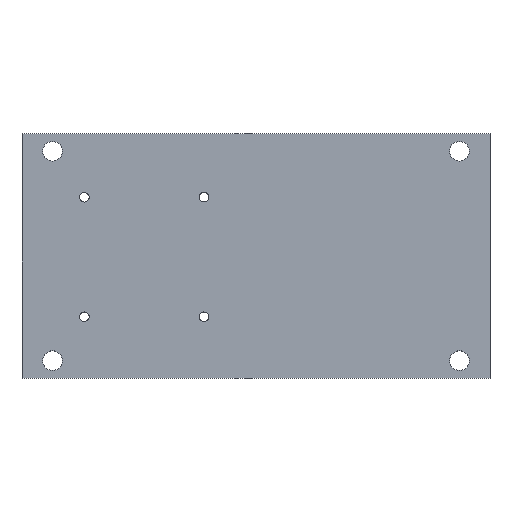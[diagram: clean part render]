
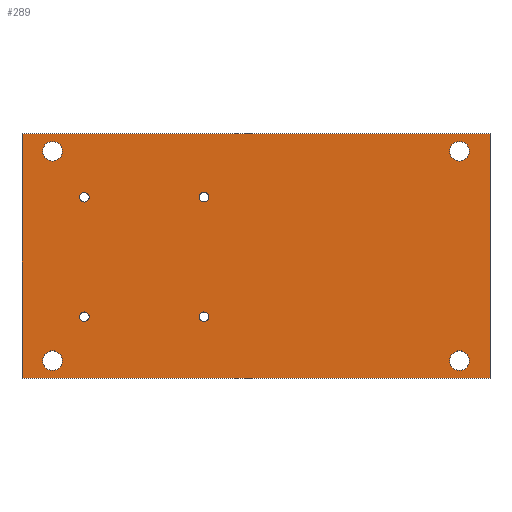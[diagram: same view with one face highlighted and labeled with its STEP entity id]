
A CAD part, top view. The second image highlights one B-rep face of the part: STEP entity #289.
In plain terms, the highlighted planar face has unit normal (0, 0, 1).
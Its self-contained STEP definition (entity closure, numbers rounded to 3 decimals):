
#15=FACE_BOUND('',#64,.T.);
#16=FACE_BOUND('',#65,.T.);
#17=FACE_BOUND('',#66,.T.);
#18=FACE_BOUND('',#67,.T.);
#19=FACE_BOUND('',#68,.T.);
#20=FACE_BOUND('',#69,.T.);
#21=FACE_BOUND('',#70,.T.);
#22=FACE_BOUND('',#71,.T.);
#35=PLANE('',#333);
#49=FACE_OUTER_BOUND('',#63,.T.);
#63=EDGE_LOOP('',(#245,#246,#247,#248));
#64=EDGE_LOOP('',(#249));
#65=EDGE_LOOP('',(#250));
#66=EDGE_LOOP('',(#251));
#67=EDGE_LOOP('',(#252));
#68=EDGE_LOOP('',(#253));
#69=EDGE_LOOP('',(#254));
#70=EDGE_LOOP('',(#255));
#71=EDGE_LOOP('',(#256));
#91=LINE('',#473,#111);
#94=LINE('',#479,#114);
#97=LINE('',#485,#117);
#100=LINE('',#489,#120);
#111=VECTOR('',#397,10.);
#114=VECTOR('',#402,10.);
#117=VECTOR('',#407,10.);
#120=VECTOR('',#412,10.);
#121=CIRCLE('',#306,1.465);
#123=CIRCLE('',#309,1.465);
#125=CIRCLE('',#312,1.465);
#127=CIRCLE('',#315,1.465);
#129=CIRCLE('',#318,3.018);
#131=CIRCLE('',#321,3.018);
#133=CIRCLE('',#324,3.018);
#135=CIRCLE('',#327,3.018);
#137=VERTEX_POINT('',#419);
#139=VERTEX_POINT('',#425);
#141=VERTEX_POINT('',#431);
#143=VERTEX_POINT('',#437);
#145=VERTEX_POINT('',#443);
#147=VERTEX_POINT('',#449);
#149=VERTEX_POINT('',#455);
#151=VERTEX_POINT('',#461);
#155=VERTEX_POINT('',#470);
#156=VERTEX_POINT('',#472);
#158=VERTEX_POINT('',#478);
#160=VERTEX_POINT('',#484);
#161=EDGE_CURVE('',#137,#137,#121,.T.);
#164=EDGE_CURVE('',#139,#139,#123,.T.);
#167=EDGE_CURVE('',#141,#141,#125,.T.);
#170=EDGE_CURVE('',#143,#143,#127,.T.);
#173=EDGE_CURVE('',#145,#145,#129,.T.);
#176=EDGE_CURVE('',#147,#147,#131,.T.);
#179=EDGE_CURVE('',#149,#149,#133,.T.);
#182=EDGE_CURVE('',#151,#151,#135,.T.);
#187=EDGE_CURVE('',#156,#155,#91,.T.);
#190=EDGE_CURVE('',#158,#156,#94,.T.);
#193=EDGE_CURVE('',#160,#158,#97,.T.);
#196=EDGE_CURVE('',#155,#160,#100,.T.);
#245=ORIENTED_EDGE('',*,*,#196,.T.);
#246=ORIENTED_EDGE('',*,*,#193,.T.);
#247=ORIENTED_EDGE('',*,*,#190,.T.);
#248=ORIENTED_EDGE('',*,*,#187,.T.);
#249=ORIENTED_EDGE('',*,*,#161,.T.);
#250=ORIENTED_EDGE('',*,*,#164,.T.);
#251=ORIENTED_EDGE('',*,*,#167,.T.);
#252=ORIENTED_EDGE('',*,*,#170,.T.);
#253=ORIENTED_EDGE('',*,*,#173,.T.);
#254=ORIENTED_EDGE('',*,*,#176,.T.);
#255=ORIENTED_EDGE('',*,*,#179,.T.);
#256=ORIENTED_EDGE('',*,*,#182,.T.);
#289=ADVANCED_FACE('',(#49,#15,#16,#17,#18,#19,#20,#21,#22),#35,.T.);
#306=AXIS2_PLACEMENT_3D('',#420,#339,#340);
#309=AXIS2_PLACEMENT_3D('',#426,#346,#347);
#312=AXIS2_PLACEMENT_3D('',#432,#353,#354);
#315=AXIS2_PLACEMENT_3D('',#438,#360,#361);
#318=AXIS2_PLACEMENT_3D('',#444,#367,#368);
#321=AXIS2_PLACEMENT_3D('',#450,#374,#375);
#324=AXIS2_PLACEMENT_3D('',#456,#381,#382);
#327=AXIS2_PLACEMENT_3D('',#462,#388,#389);
#333=AXIS2_PLACEMENT_3D('',#490,#413,#414);
#339=DIRECTION('center_axis',(0.,0.,-1.));
#340=DIRECTION('ref_axis',(1.,0.,0.));
#346=DIRECTION('center_axis',(0.,0.,-1.));
#347=DIRECTION('ref_axis',(1.,0.,0.));
#353=DIRECTION('center_axis',(0.,0.,-1.));
#354=DIRECTION('ref_axis',(1.,0.,0.));
#360=DIRECTION('center_axis',(0.,0.,-1.));
#361=DIRECTION('ref_axis',(1.,0.,0.));
#367=DIRECTION('center_axis',(0.,0.,-1.));
#368=DIRECTION('ref_axis',(1.,0.,0.));
#374=DIRECTION('center_axis',(0.,0.,-1.));
#375=DIRECTION('ref_axis',(1.,0.,0.));
#381=DIRECTION('center_axis',(0.,0.,-1.));
#382=DIRECTION('ref_axis',(1.,0.,0.));
#388=DIRECTION('center_axis',(0.,0.,-1.));
#389=DIRECTION('ref_axis',(1.,0.,0.));
#397=DIRECTION('',(-1.,0.,0.));
#402=DIRECTION('',(0.,1.,0.));
#407=DIRECTION('',(1.,0.,0.));
#412=DIRECTION('',(0.,-1.,0.));
#413=DIRECTION('center_axis',(0.,0.,1.));
#414=DIRECTION('ref_axis',(1.,0.,0.));
#419=CARTESIAN_POINT('',(17.644,55.5,5.));
#420=CARTESIAN_POINT('Origin',(19.109,55.5,5.));
#425=CARTESIAN_POINT('',(54.335,18.866,5.));
#426=CARTESIAN_POINT('Origin',(55.8,18.866,5.));
#431=CARTESIAN_POINT('',(54.335,55.55,5.));
#432=CARTESIAN_POINT('Origin',(55.8,55.55,5.));
#437=CARTESIAN_POINT('',(17.64,18.866,5.));
#438=CARTESIAN_POINT('Origin',(19.105,18.866,5.));
#443=CARTESIAN_POINT('',(6.343,69.599,5.));
#444=CARTESIAN_POINT('Origin',(9.361,69.599,5.));
#449=CARTESIAN_POINT('',(131.122,5.401,5.));
#450=CARTESIAN_POINT('Origin',(134.139,5.401,5.));
#455=CARTESIAN_POINT('',(131.122,69.599,5.));
#456=CARTESIAN_POINT('Origin',(134.139,69.599,5.));
#461=CARTESIAN_POINT('',(6.343,5.401,5.));
#462=CARTESIAN_POINT('Origin',(9.361,5.401,5.));
#470=CARTESIAN_POINT('',(0.,75.,5.));
#472=CARTESIAN_POINT('',(143.5,75.,5.));
#473=CARTESIAN_POINT('',(143.5,75.,5.));
#478=CARTESIAN_POINT('',(143.5,0.,5.));
#479=CARTESIAN_POINT('',(143.5,0.,5.));
#484=CARTESIAN_POINT('',(0.,0.,5.));
#485=CARTESIAN_POINT('',(0.,0.,5.));
#489=CARTESIAN_POINT('',(0.,75.,5.));
#490=CARTESIAN_POINT('Origin',(71.75,37.5,5.));
